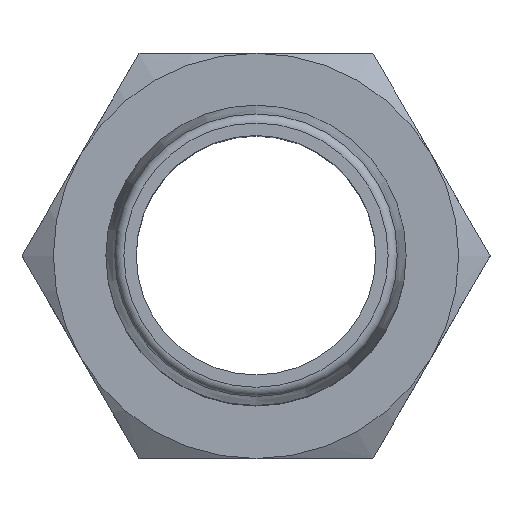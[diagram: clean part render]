
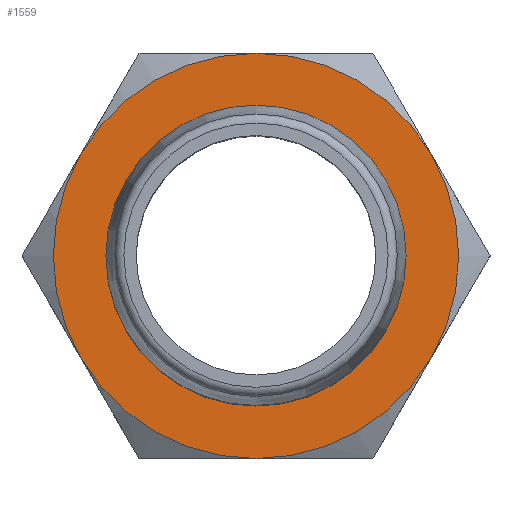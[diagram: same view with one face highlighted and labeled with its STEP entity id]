
A CAD part, top view. The second image highlights one B-rep face of the part: STEP entity #1559.
In plain terms, the highlighted face is planar.
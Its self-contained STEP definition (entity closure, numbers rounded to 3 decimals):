
#757=ORIENTED_EDGE('',*,*,#940,.T.);
#758=ORIENTED_EDGE('',*,*,#941,.T.);
#759=ORIENTED_EDGE('',*,*,#942,.T.);
#760=ORIENTED_EDGE('',*,*,#943,.T.);
#761=ORIENTED_EDGE('',*,*,#939,.T.);
#762=ORIENTED_EDGE('',*,*,#944,.T.);
#763=ORIENTED_EDGE('',*,*,#945,.F.);
#841=CIRCLE('',#1475,11.);
#842=CIRCLE('',#1477,11.);
#843=CIRCLE('',#1478,11.);
#844=CIRCLE('',#1479,11.);
#845=CIRCLE('',#1480,11.);
#846=CIRCLE('',#1481,11.);
#847=CIRCLE('',#1482,8.15);
#876=VERTEX_POINT('',#1321);
#880=VERTEX_POINT('',#1333);
#883=VERTEX_POINT('',#1343);
#884=VERTEX_POINT('',#1349);
#887=VERTEX_POINT('',#1359);
#888=VERTEX_POINT('',#1360);
#889=VERTEX_POINT('',#1366);
#939=EDGE_CURVE('',#883,#884,#841,.T.);
#940=EDGE_CURVE('',#887,#888,#842,.T.);
#941=EDGE_CURVE('',#888,#876,#843,.T.);
#942=EDGE_CURVE('',#876,#880,#844,.T.);
#943=EDGE_CURVE('',#880,#883,#845,.T.);
#944=EDGE_CURVE('',#884,#887,#846,.T.);
#945=EDGE_CURVE('',#889,#889,#847,.T.);
#984=EDGE_LOOP('',(#757,#758,#759,#760,#761,#762));
#985=EDGE_LOOP('',(#763));
#1044=FACE_BOUND('',#984,.T.);
#1045=FACE_BOUND('',#985,.T.);
#1172=DIRECTION('',(0.,1.,0.));
#1173=DIRECTION('',(-11.,0.,0.));
#1174=DIRECTION('',(0.,1.,0.));
#1175=DIRECTION('',(1.,0.,0.));
#1176=DIRECTION('',(0.,1.,0.));
#1177=DIRECTION('',(5.5,0.,9.526));
#1178=DIRECTION('',(0.,1.,0.));
#1179=DIRECTION('',(11.,0.,0.));
#1180=DIRECTION('',(0.,1.,0.));
#1181=DIRECTION('',(5.5,0.,-9.526));
#1182=DIRECTION('',(0.,1.,0.));
#1183=DIRECTION('',(-5.5,0.,-9.526));
#1184=DIRECTION('',(0.,1.,0.));
#1185=DIRECTION('',(-5.5,0.,9.526));
#1186=DIRECTION('',(0.,1.,0.));
#1187=DIRECTION('',(8.15,0.,0.));
#1321=CARTESIAN_POINT('',(7.366,20.096,-9.526));
#1333=CARTESIAN_POINT('',(-3.634,20.096,-9.526));
#1343=CARTESIAN_POINT('',(-9.134,20.096,0.));
#1349=CARTESIAN_POINT('',(-3.634,20.096,9.526));
#1357=CARTESIAN_POINT('',(1.866,20.096,0.));
#1358=CARTESIAN_POINT('',(7.366,20.096,9.526));
#1359=CARTESIAN_POINT('',(7.366,20.096,9.526));
#1360=CARTESIAN_POINT('',(12.866,20.096,0.));
#1361=CARTESIAN_POINT('',(1.866,20.096,0.));
#1362=CARTESIAN_POINT('',(1.866,20.096,0.));
#1363=CARTESIAN_POINT('',(1.866,20.096,0.));
#1364=CARTESIAN_POINT('',(1.866,20.096,0.));
#1365=CARTESIAN_POINT('',(1.866,20.096,0.));
#1366=CARTESIAN_POINT('',(10.016,20.096,0.));
#1367=CARTESIAN_POINT('',(1.866,20.096,0.));
#1475=AXIS2_PLACEMENT_3D('',#1357,#1172,#1173);
#1476=AXIS2_PLACEMENT_3D('',#1358,#1174,#1175);
#1477=AXIS2_PLACEMENT_3D('',#1361,#1176,#1177);
#1478=AXIS2_PLACEMENT_3D('',#1362,#1178,#1179);
#1479=AXIS2_PLACEMENT_3D('',#1363,#1180,#1181);
#1480=AXIS2_PLACEMENT_3D('',#1364,#1182,#1183);
#1481=AXIS2_PLACEMENT_3D('',#1365,#1184,#1185);
#1482=AXIS2_PLACEMENT_3D('',#1367,#1186,#1187);
#1539=PLANE('',#1476);
#1559=ADVANCED_FACE('',(#1044,#1045),#1539,.T.);
